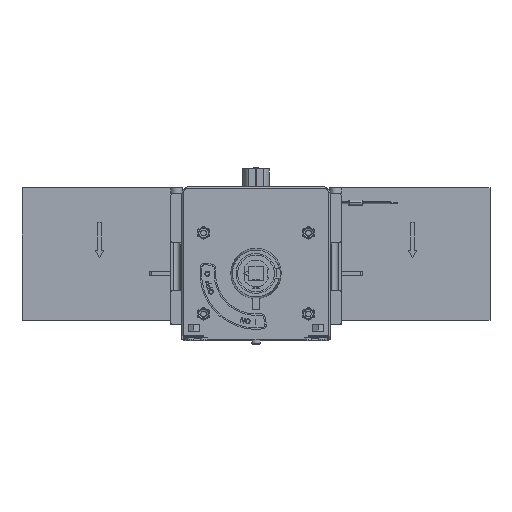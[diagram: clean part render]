
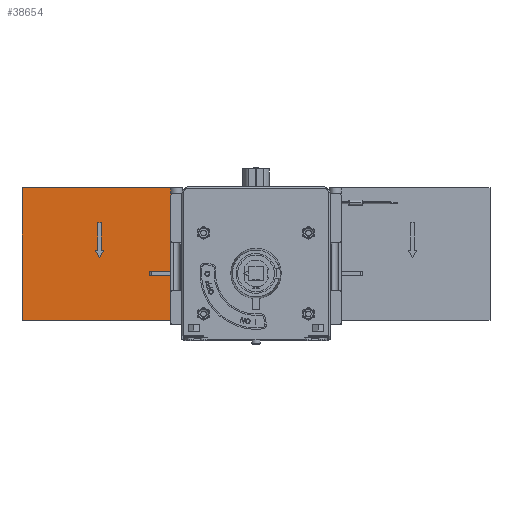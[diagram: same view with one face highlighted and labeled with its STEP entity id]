
A CAD part, top view. The second image highlights one B-rep face of the part: STEP entity #38654.
In plain terms, the highlighted planar face has unit normal (0, 0, 1).
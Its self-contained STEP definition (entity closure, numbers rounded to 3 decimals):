
#38159=DIRECTION('',(1.,0.,0.));
#38160=VECTOR('',#38159,106.369);
#38161=CARTESIAN_POINT('',(-167.5,61.5,1.));
#38162=LINE('',#38161,#38160);
#38251=DIRECTION('',(0.,1.,0.));
#38252=VECTOR('',#38251,19.804);
#38253=CARTESIAN_POINT('',(-110.75,16.696,1.));
#38254=LINE('',#38253,#38252);
#38255=DIRECTION('',(-1.,0.,0.));
#38256=VECTOR('',#38255,2.5);
#38257=CARTESIAN_POINT('',(-110.75,36.5,1.));
#38258=LINE('',#38257,#38256);
#38259=DIRECTION('',(0.,-1.,0.));
#38260=VECTOR('',#38259,19.804);
#38261=CARTESIAN_POINT('',(-113.25,36.5,1.));
#38262=LINE('',#38261,#38260);
#38263=DIRECTION('',(-1.,0.,0.));
#38264=VECTOR('',#38263,1.75);
#38265=CARTESIAN_POINT('',(-113.25,16.696,1.));
#38266=LINE('',#38265,#38264);
#38267=DIRECTION('',(0.5,-0.866,0.));
#38268=VECTOR('',#38267,6.);
#38269=CARTESIAN_POINT('',(-115.,16.696,1.));
#38270=LINE('',#38269,#38268);
#38271=DIRECTION('',(0.5,0.866,0.));
#38272=VECTOR('',#38271,6.);
#38273=CARTESIAN_POINT('',(-112.,11.5,1.));
#38274=LINE('',#38273,#38272);
#38275=DIRECTION('',(-1.,0.,0.));
#38276=VECTOR('',#38275,1.75);
#38277=CARTESIAN_POINT('',(-109.,16.696,1.));
#38278=LINE('',#38277,#38276);
#38279=DIRECTION('',(0.,-1.,0.));
#38280=VECTOR('',#38279,10.5);
#38281=CARTESIAN_POINT('',(-59.291,57.,1.));
#38282=LINE('',#38281,#38280);
#38283=DIRECTION('',(0.,-1.,0.));
#38284=VECTOR('',#38283,9.5);
#38285=CARTESIAN_POINT('',(-59.291,46.5,1.));
#38286=LINE('',#38285,#38284);
#38287=DIRECTION('',(0.,-1.,0.));
#38288=VECTOR('',#38287,70.);
#38289=CARTESIAN_POINT('',(-59.291,37.,1.));
#38290=LINE('',#38289,#38288);
#38291=CARTESIAN_POINT('',(-59.291,-33.,1.));
#38292=CARTESIAN_POINT('',(-59.291,-33.017,1.));
#38293=CARTESIAN_POINT('',(-59.29,-33.05,1.));
#38294=CARTESIAN_POINT('',(-59.281,-33.099,1.));
#38295=CARTESIAN_POINT('',(-59.268,-33.148,1.));
#38296=CARTESIAN_POINT('',(-59.249,-33.195,1.));
#38297=CARTESIAN_POINT('',(-59.225,-33.241,1.));
#38298=CARTESIAN_POINT('',(-59.195,-33.284,1.));
#38299=CARTESIAN_POINT('',(-59.161,-33.325,1.));
#38300=CARTESIAN_POINT('',(-59.121,-33.363,1.));
#38301=CARTESIAN_POINT('',(-59.077,-33.397,1.));
#38302=CARTESIAN_POINT('',(-59.029,-33.427,1.));
#38303=CARTESIAN_POINT('',(-58.976,-33.453,1.));
#38304=CARTESIAN_POINT('',(-58.92,-33.473,1.));
#38305=CARTESIAN_POINT('',(-58.86,-33.488,1.));
#38306=CARTESIAN_POINT('',(-58.797,-33.498,1.));
#38307=CARTESIAN_POINT('',(-58.754,-33.5,1.));
#38308=CARTESIAN_POINT('',(-58.732,-33.5,1.));
#38310=DIRECTION('',(-1.,0.,0.));
#38311=VECTOR('',#38310,108.768);
#38312=CARTESIAN_POINT('',(-58.732,-33.5,1.));
#38313=LINE('',#38312,#38311);
#38314=DIRECTION('',(0.,-1.,0.));
#38315=VECTOR('',#38314,95.);
#38316=CARTESIAN_POINT('',(-167.5,61.5,1.));
#38317=LINE('',#38316,#38315);
#38318=DIRECTION('',(0.,1.,0.));
#38319=VECTOR('',#38318,4.);
#38320=CARTESIAN_POINT('',(-61.131,57.5,1.));
#38321=LINE('',#38320,#38319);
#38322=DIRECTION('',(1.,0.,0.));
#38323=VECTOR('',#38322,1.323);
#38324=CARTESIAN_POINT('',(-60.614,57.,1.));
#38325=LINE('',#38324,#38323);
#38416=CARTESIAN_POINT('',(-60.614,57.,1.));
#38417=CARTESIAN_POINT('',(-60.633,57.,1.));
#38418=CARTESIAN_POINT('',(-60.669,57.002,1.));
#38419=CARTESIAN_POINT('',(-60.724,57.01,1.));
#38420=CARTESIAN_POINT('',(-60.777,57.024,1.));
#38421=CARTESIAN_POINT('',(-60.828,57.044,1.));
#38422=CARTESIAN_POINT('',(-60.877,57.068,1.));
#38423=CARTESIAN_POINT('',(-60.922,57.097,1.));
#38424=CARTESIAN_POINT('',(-60.964,57.131,1.));
#38425=CARTESIAN_POINT('',(-61.002,57.168,1.));
#38426=CARTESIAN_POINT('',(-61.035,57.209,1.));
#38427=CARTESIAN_POINT('',(-61.064,57.253,1.));
#38428=CARTESIAN_POINT('',(-61.088,57.299,1.));
#38429=CARTESIAN_POINT('',(-61.107,57.347,1.));
#38430=CARTESIAN_POINT('',(-61.121,57.398,1.));
#38431=CARTESIAN_POINT('',(-61.129,57.449,1.));
#38432=CARTESIAN_POINT('',(-61.131,57.483,1.));
#38433=CARTESIAN_POINT('',(-61.131,57.5,1.));
#38436=CARTESIAN_POINT('',(-167.5,61.5,1.));
#38438=VERTEX_POINT('',#38436);
#38440=CARTESIAN_POINT('',(-167.5,-33.5,1.));
#38442=VERTEX_POINT('',#38440);
#38485=CARTESIAN_POINT('',(-110.75,36.5,1.));
#38486=CARTESIAN_POINT('',(-110.75,16.696,1.));
#38487=VERTEX_POINT('',#38485);
#38488=VERTEX_POINT('',#38486);
#38489=CARTESIAN_POINT('',(-109.,16.696,1.));
#38490=VERTEX_POINT('',#38489);
#38491=CARTESIAN_POINT('',(-112.,11.5,1.));
#38492=VERTEX_POINT('',#38491);
#38493=CARTESIAN_POINT('',(-115.,16.696,1.));
#38494=VERTEX_POINT('',#38493);
#38495=CARTESIAN_POINT('',(-113.25,16.696,1.));
#38496=VERTEX_POINT('',#38495);
#38497=CARTESIAN_POINT('',(-113.25,36.5,1.));
#38498=VERTEX_POINT('',#38497);
#38501=CARTESIAN_POINT('',(-61.131,61.5,1.));
#38502=VERTEX_POINT('',#38501);
#38505=VERTEX_POINT('',#38308);
#38506=VERTEX_POINT('',#38291);
#38513=CARTESIAN_POINT('',(-59.291,57.,1.));
#38514=CARTESIAN_POINT('',(-60.614,57.,1.));
#38515=VERTEX_POINT('',#38513);
#38516=VERTEX_POINT('',#38514);
#38517=CARTESIAN_POINT('',(-61.131,57.5,1.));
#38518=VERTEX_POINT('',#38517);
#38519=CARTESIAN_POINT('',(-59.291,46.5,1.));
#38520=VERTEX_POINT('',#38519);
#38521=CARTESIAN_POINT('',(-59.291,37.,1.));
#38522=VERTEX_POINT('',#38521);
#38614=CARTESIAN_POINT('',(-167.5,61.5,1.));
#38615=DIRECTION('',(0.,0.,1.));
#38616=DIRECTION('',(1.,0.,0.));
#38617=AXIS2_PLACEMENT_3D('',#38614,#38615,#38616);
#38618=PLANE('',#38617);
#38620=ORIENTED_EDGE('',*,*,#38619,.T.);
#38622=ORIENTED_EDGE('',*,*,#38621,.T.);
#38624=ORIENTED_EDGE('',*,*,#38623,.T.);
#38626=ORIENTED_EDGE('',*,*,#38625,.T.);
#38627=ORIENTED_EDGE('',*,*,#38554,.T.);
#38628=ORIENTED_EDGE('',*,*,#38607,.F.);
#38629=ORIENTED_EDGE('',*,*,#38536,.T.);
#38631=ORIENTED_EDGE('',*,*,#38630,.F.);
#38633=ORIENTED_EDGE('',*,*,#38632,.F.);
#38635=ORIENTED_EDGE('',*,*,#38634,.T.);
#38636=EDGE_LOOP('',(#38620,#38622,#38624,#38626,#38627,#38628,#38629,#38631,
#38633,#38635));
#38637=FACE_OUTER_BOUND('',#38636,.F.);
#38639=ORIENTED_EDGE('',*,*,#38638,.T.);
#38641=ORIENTED_EDGE('',*,*,#38640,.T.);
#38643=ORIENTED_EDGE('',*,*,#38642,.T.);
#38645=ORIENTED_EDGE('',*,*,#38644,.T.);
#38647=ORIENTED_EDGE('',*,*,#38646,.T.);
#38649=ORIENTED_EDGE('',*,*,#38648,.T.);
#38651=ORIENTED_EDGE('',*,*,#38650,.T.);
#38652=EDGE_LOOP('',(#38639,#38641,#38643,#38645,#38647,#38649,#38651));
#38653=FACE_BOUND('',#38652,.F.);
#38654=ADVANCED_FACE('',(#38637,#38653),#38618,.T.);
#38309=B_SPLINE_CURVE_WITH_KNOTS('',3,(#38291,#38292,#38293,#38294,#38295,
#38296,#38297,#38298,#38299,#38300,#38301,#38302,#38303,#38304,#38305,#38306,
#38307,#38308),.UNSPECIFIED.,.F.,.F.,(4,1,1,1,1,1,1,1,1,1,1,1,1,1,1,4),(0.,
0.067,0.133,0.2,0.267,0.333,
0.4,0.467,0.533,0.6,0.667,
0.733,0.8,0.867,0.933,1.),
.UNSPECIFIED.);
#38434=B_SPLINE_CURVE_WITH_KNOTS('',3,(#38416,#38417,#38418,#38419,#38420,
#38421,#38422,#38423,#38424,#38425,#38426,#38427,#38428,#38429,#38430,#38431,
#38432,#38433),.UNSPECIFIED.,.F.,.F.,(4,1,1,1,1,1,1,1,1,1,1,1,1,1,1,4),(0.,
0.067,0.133,0.2,0.267,0.333,
0.4,0.467,0.533,0.6,0.667,
0.733,0.8,0.867,0.933,1.),
.UNSPECIFIED.);
#38536=EDGE_CURVE('',#38438,#38502,#38162,.T.);
#38554=EDGE_CURVE('',#38505,#38442,#38313,.T.);
#38607=EDGE_CURVE('',#38438,#38442,#38317,.T.);
#38619=EDGE_CURVE('',#38515,#38520,#38282,.T.);
#38621=EDGE_CURVE('',#38520,#38522,#38286,.T.);
#38623=EDGE_CURVE('',#38522,#38506,#38290,.T.);
#38625=EDGE_CURVE('',#38506,#38505,#38309,.T.);
#38630=EDGE_CURVE('',#38518,#38502,#38321,.T.);
#38632=EDGE_CURVE('',#38516,#38518,#38434,.T.);
#38634=EDGE_CURVE('',#38516,#38515,#38325,.T.);
#38638=EDGE_CURVE('',#38488,#38487,#38254,.T.);
#38640=EDGE_CURVE('',#38487,#38498,#38258,.T.);
#38642=EDGE_CURVE('',#38498,#38496,#38262,.T.);
#38644=EDGE_CURVE('',#38496,#38494,#38266,.T.);
#38646=EDGE_CURVE('',#38494,#38492,#38270,.T.);
#38648=EDGE_CURVE('',#38492,#38490,#38274,.T.);
#38650=EDGE_CURVE('',#38490,#38488,#38278,.T.);
